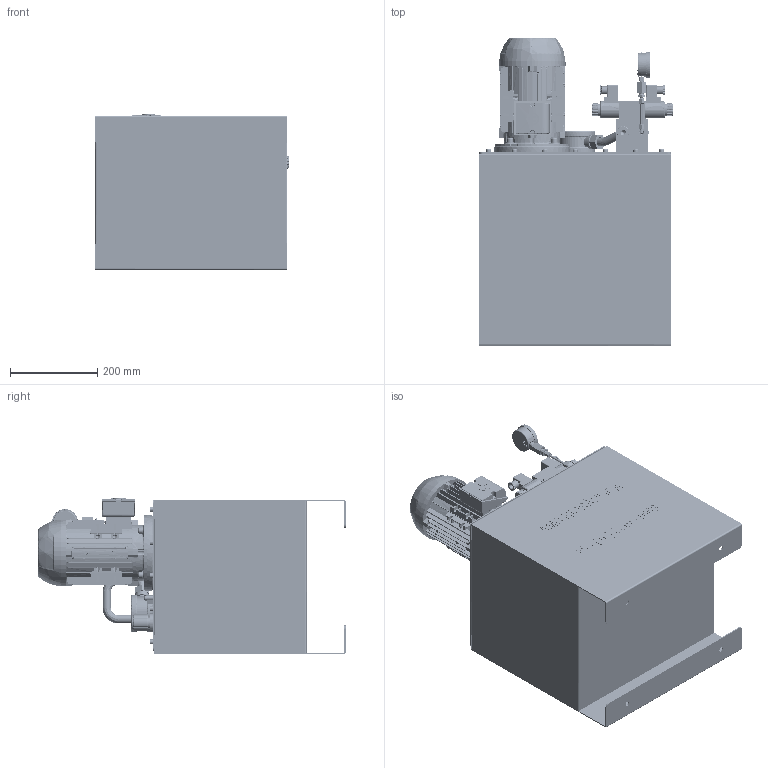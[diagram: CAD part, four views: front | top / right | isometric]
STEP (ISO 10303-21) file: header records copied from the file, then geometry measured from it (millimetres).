
FILE_DESCRIPTION(('FreeCAD Model'),'2;1');
FILE_NAME('Open CASCADE Shape Model','2025-05-07T18:56:32',('FreeCAD'),( 'FreeCAD'),'Open CASCADE STEP processor 7.6','FreeCAD','Unknown');
FILE_SCHEMA(('AUTOMOTIVE_DESIGN { 1 0 10303 214 1 1 1 1 }'));
Products named in the file (1): Open CASCADE STEP translator 7.6 1
Bounding box: 444.27 x 705.74 x 357.25 mm (x, y, z)
Volume: 8859049.9 mm3; surface area: 3090511.7 mm2
Topology: 135 solids, 151 shells, 8686 faces, 21908 edges, 13656 vertices
Faces by surface type: bspline 8686
Entity records: 368984 total; most frequent: CARTESIAN_POINT 243267, ORIENTED_EDGE 42468, EDGE_CURVE 21630, B_SPLINE_CURVE_WITH_KNOTS 15277, VERTEX_POINT 13656, FACE_BOUND 9496, EDGE_LOOP 9496, ADVANCED_FACE 8686
